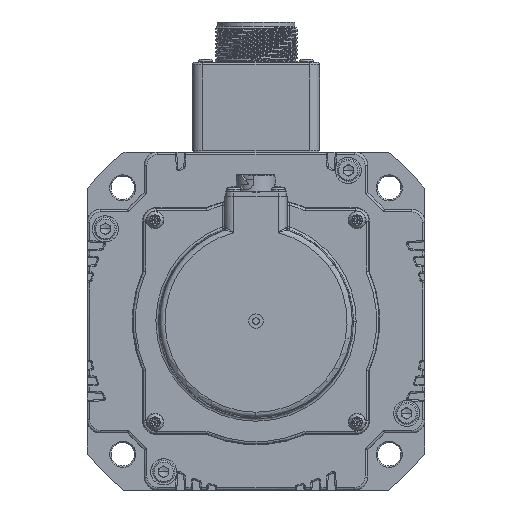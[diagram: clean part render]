
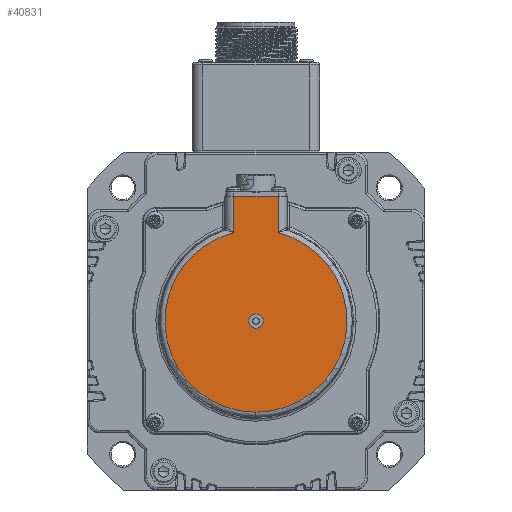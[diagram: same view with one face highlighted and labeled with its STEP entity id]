
A CAD part, front view. The second image highlights one B-rep face of the part: STEP entity #40831.
In plain terms, the highlighted planar face has unit normal (0, -1, 0).
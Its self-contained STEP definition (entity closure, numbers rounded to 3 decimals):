
#39235=CARTESIAN_POINT('',(8.617,-53.5,-31.02));
#39236=VERTEX_POINT('',#39235);
#39291=CARTESIAN_POINT('',(0.,-53.5,-100.056));
#39292=VERTEX_POINT('',#39291);
#39293=CARTESIAN_POINT('',(0.,-53.5,-65.));
#39294=DIRECTION('',(0.246,0.,0.969));
#39295=DIRECTION('',(0.,1.,0.));
#39296=AXIS2_PLACEMENT_3D('',#39293,#39295,#39294);
#39297=CIRCLE('',#39296,35.056);
#39298=EDGE_CURVE('',#39236,#39292,#39297,.T.);
#39343=CARTESIAN_POINT('',(-8.617,-53.5,-31.02));
#39344=VERTEX_POINT('',#39343);
#39345=CARTESIAN_POINT('',(0.,-53.5,-65.));
#39346=DIRECTION('',(0.,0.,-1.));
#39347=DIRECTION('',(0.,1.,0.));
#39348=AXIS2_PLACEMENT_3D('',#39345,#39347,#39346);
#39349=CIRCLE('',#39348,35.056);
#39350=EDGE_CURVE('',#39292,#39344,#39349,.T.);
#39383=CARTESIAN_POINT('',(0.,-53.5,-62.25));
#39384=VERTEX_POINT('',#39383);
#39391=CARTESIAN_POINT('',(0.,-53.5,-65.));
#39392=DIRECTION('',(0.,0.,1.));
#39393=DIRECTION('',(0.,-1.,0.));
#39394=AXIS2_PLACEMENT_3D('',#39391,#39393,#39392);
#39395=CIRCLE('',#39394,2.75);
#39396=EDGE_CURVE('',#39384,#39384,#39395,.T.);
#40776=CARTESIAN_POINT('',(8.617,-53.5,-17.));
#40777=VERTEX_POINT('',#40776);
#40778=CARTESIAN_POINT('',(8.617,-53.5,-17.));
#40779=DIRECTION('',(0.,0.,-1.));
#40780=VECTOR('',#40779,14.02);
#40781=LINE('',#40778,#40780);
#40782=EDGE_CURVE('',#40777,#39236,#40781,.T.);
#40804=CARTESIAN_POINT('',(0.,-53.5,-65.));
#40805=DIRECTION('',(0.,0.,-1.));
#40806=DIRECTION('',(0.,-1.,0.));
#40807=AXIS2_PLACEMENT_3D('',#40804,#40806,#40805);
#40808=PLANE('',#40807);
#40809=ORIENTED_EDGE('',*,*,#39350,.F.);
#40810=ORIENTED_EDGE('',*,*,#39298,.F.);
#40811=ORIENTED_EDGE('',*,*,#40782,.F.);
#40812=CARTESIAN_POINT('',(-8.617,-53.5,-17.));
#40813=VERTEX_POINT('',#40812);
#40814=CARTESIAN_POINT('',(8.617,-53.5,-17.));
#40815=DIRECTION('',(-1.,0.,0.));
#40816=VECTOR('',#40815,17.234);
#40817=LINE('',#40814,#40816);
#40818=EDGE_CURVE('',#40777,#40813,#40817,.T.);
#40819=ORIENTED_EDGE('',*,*,#40818,.T.);
#40820=CARTESIAN_POINT('',(-8.617,-53.5,-17.));
#40821=DIRECTION('',(0.,0.,-1.));
#40822=VECTOR('',#40821,14.02);
#40823=LINE('',#40820,#40822);
#40824=EDGE_CURVE('',#40813,#39344,#40823,.T.);
#40825=ORIENTED_EDGE('',*,*,#40824,.T.);
#40826=EDGE_LOOP('',(#40809,#40810,#40811,#40819,#40825));
#40827=FACE_OUTER_BOUND('',#40826,.T.);
#40828=ORIENTED_EDGE('',*,*,#39396,.F.);
#40829=EDGE_LOOP('',(#40828));
#40830=FACE_BOUND('',#40829,.T.);
#40831=ADVANCED_FACE('',(#40827,#40830),#40808,.T.);
